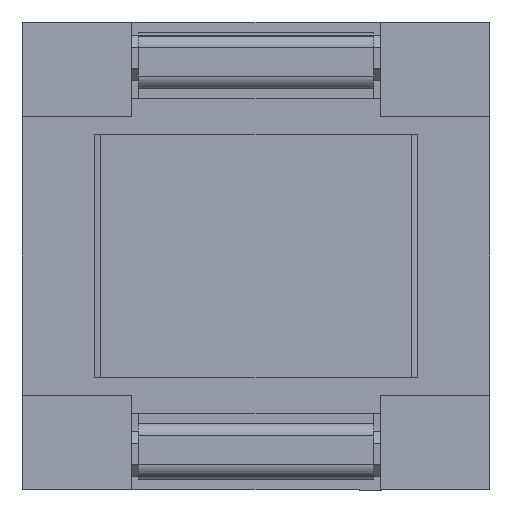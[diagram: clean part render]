
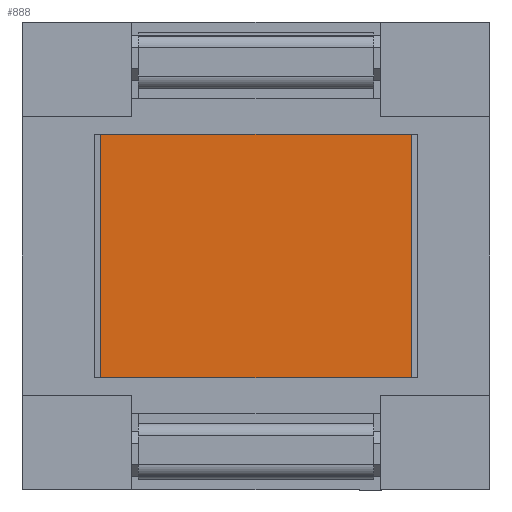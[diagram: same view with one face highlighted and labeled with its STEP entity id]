
A CAD part, front view. The second image highlights one B-rep face of the part: STEP entity #888.
In plain terms, the highlighted planar face has unit normal (0, -1, 0).
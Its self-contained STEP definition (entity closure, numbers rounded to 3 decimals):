
#62 = ORIENTED_EDGE ( 'NONE', *, *, #1998, .T. ) ;
#312 = CARTESIAN_POINT ( 'NONE',  ( 6.25, 0.8, -5.5 ) ) ;
#412 = VECTOR ( 'NONE', #3821, 1000. ) ;
#817 = ORIENTED_EDGE ( 'NONE', *, *, #1872, .F. ) ;
#888 = ADVANCED_FACE ( 'NONE', ( #4174 ), #4509, .F. ) ;
#989 = CARTESIAN_POINT ( 'NONE',  ( -6.25, 0.8, -5.5 ) ) ;
#1222 = VECTOR ( 'NONE', #4790, 1000. ) ;
#1228 = CARTESIAN_POINT ( 'NONE',  ( -6.25, 0.8, 5.5 ) ) ;
#1271 = CARTESIAN_POINT ( 'NONE',  ( 6.25, 0.8, -5.5 ) ) ;
#1297 = CARTESIAN_POINT ( 'NONE',  ( 6.25, 0.8, 5.5 ) ) ;
#1335 = EDGE_LOOP ( 'NONE', ( #4372, #2042, #817, #62 ) ) ;
#1687 = LINE ( 'NONE', #1271, #412 ) ;
#1717 = VERTEX_POINT ( 'NONE', #3012 ) ;
#1872 = EDGE_CURVE ( 'NONE', #3237, #2844, #1687, .T. ) ;
#1998 = EDGE_CURVE ( 'NONE', #3237, #1717, #4322, .T. ) ;
#2042 = ORIENTED_EDGE ( 'NONE', *, *, #2156, .F. ) ;
#2156 = EDGE_CURVE ( 'NONE', #2844, #3528, #2834, .T. ) ;
#2366 = LINE ( 'NONE', #1297, #1222 ) ;
#2801 = DIRECTION ( 'NONE',  ( 1., 0., 0. ) ) ;
#2807 = CARTESIAN_POINT ( 'NONE',  ( 6.25, 0.8, -5.5 ) ) ;
#2834 = LINE ( 'NONE', #989, #5123 ) ;
#2844 = VERTEX_POINT ( 'NONE', #4682 ) ;
#3012 = CARTESIAN_POINT ( 'NONE',  ( 6.25, 0.8, 5.5 ) ) ;
#3151 = DIRECTION ( 'NONE',  ( 0., 0., 1. ) ) ;
#3237 = VERTEX_POINT ( 'NONE', #2807 ) ;
#3448 = DIRECTION ( 'NONE',  ( 0., 0., 1. ) ) ;
#3528 = VERTEX_POINT ( 'NONE', #1228 ) ;
#3821 = DIRECTION ( 'NONE',  ( -1., 0., 0. ) ) ;
#4174 = FACE_OUTER_BOUND ( 'NONE', #1335, .T. ) ;
#4322 = LINE ( 'NONE', #312, #4456 ) ;
#4372 = ORIENTED_EDGE ( 'NONE', *, *, #4577, .T. ) ;
#4385 = AXIS2_PLACEMENT_3D ( 'NONE', #5408, #4958, #2801 ) ;
#4456 = VECTOR ( 'NONE', #3448, 1000. ) ;
#4509 = PLANE ( 'NONE',  #4385 ) ;
#4577 = EDGE_CURVE ( 'NONE', #1717, #3528, #2366, .T. ) ;
#4682 = CARTESIAN_POINT ( 'NONE',  ( -6.25, 0.8, -5.5 ) ) ;
#4790 = DIRECTION ( 'NONE',  ( -1., 0., 0. ) ) ;
#4958 = DIRECTION ( 'NONE',  ( 0., 1., 0. ) ) ;
#5123 = VECTOR ( 'NONE', #3151, 1000. ) ;
#5408 = CARTESIAN_POINT ( 'NONE',  ( 6.25, 0.8, -5.5 ) ) ;
